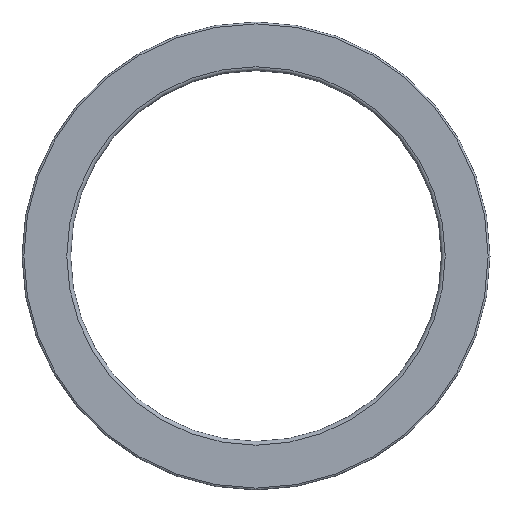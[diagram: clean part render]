
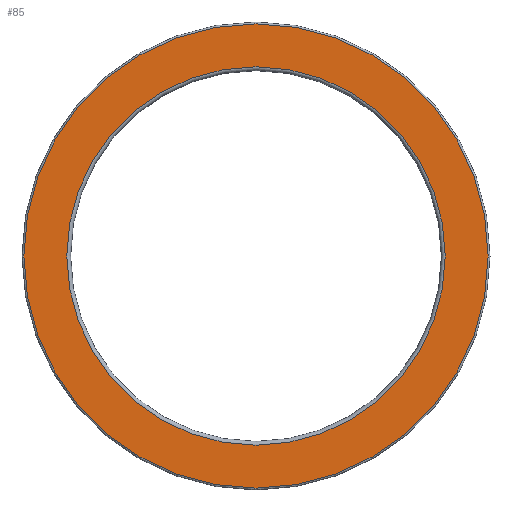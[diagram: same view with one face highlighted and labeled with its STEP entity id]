
A CAD part, top view. The second image highlights one B-rep face of the part: STEP entity #85.
In plain terms, the highlighted planar face has unit normal (0, 0, 1).
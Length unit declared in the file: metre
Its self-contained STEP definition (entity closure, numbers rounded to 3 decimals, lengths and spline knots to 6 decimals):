
#16=PLANE('',#109);
#23=ORIENTED_EDGE('',*,*,#35,.T.);
#24=ORIENTED_EDGE('',*,*,#36,.T.);
#35=EDGE_CURVE('',#42,#42,#49,.T.);
#36=EDGE_CURVE('',#43,#43,#50,.F.);
#42=VERTEX_POINT('',#160);
#43=VERTEX_POINT('',#162);
#49=CIRCLE('',#110,0.0498);
#50=CIRCLE('',#111,0.061093);
#58=EDGE_LOOP('',(#23));
#59=EDGE_LOOP('',(#24));
#72=FACE_BOUND('',#58,.T.);
#73=FACE_BOUND('',#59,.T.);
#85=ADVANCED_FACE('',(#72,#73),#16,.F.);
#109=AXIS2_PLACEMENT_3D('',#158,#132,#133);
#110=AXIS2_PLACEMENT_3D('',#159,#134,#135);
#111=AXIS2_PLACEMENT_3D('',#161,#136,#137);
#132=DIRECTION('',(0.,0.,-1.));
#133=DIRECTION('',(-1.,0.,0.));
#134=DIRECTION('',(0.,0.,-1.));
#135=DIRECTION('',(-1.,0.,0.));
#136=DIRECTION('',(0.,0.,-1.));
#137=DIRECTION('',(-1.,0.,0.));
#158=CARTESIAN_POINT('',(-0.05555,0.,0.0075));
#159=CARTESIAN_POINT('',(0.,0.,0.0075));
#160=CARTESIAN_POINT('',(-0.0498,0.,0.0075));
#161=CARTESIAN_POINT('',(0.,0.,0.0075));
#162=CARTESIAN_POINT('',(-0.061093,0.,0.0075));
